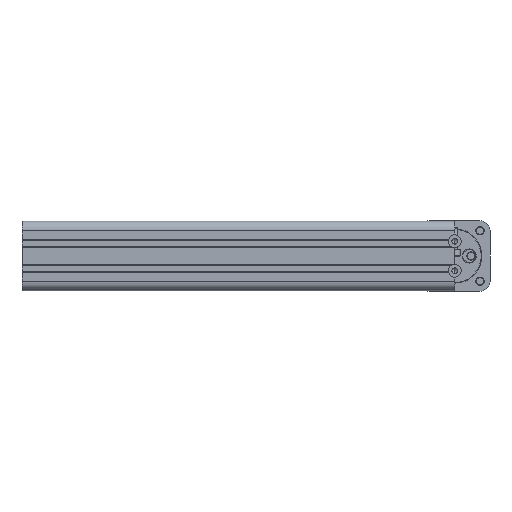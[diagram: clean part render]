
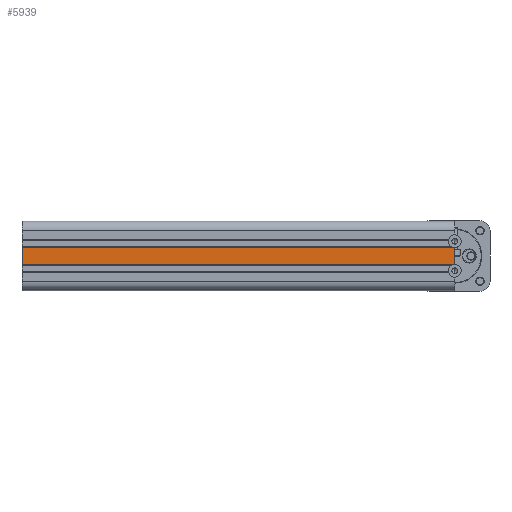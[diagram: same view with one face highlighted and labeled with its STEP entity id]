
A CAD part, left-side view. The second image highlights one B-rep face of the part: STEP entity #5939.
In plain terms, the highlighted planar face has unit normal (-1, 0, 0).
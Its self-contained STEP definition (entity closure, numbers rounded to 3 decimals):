
#876 = VERTEX_POINT ( 'NONE', #1181 ) ;
#976 = VERTEX_POINT ( 'NONE', #1200 ) ;
#978 = VERTEX_POINT ( 'NONE', #1201 ) ;
#1043 = CARTESIAN_POINT ( 'NONE',  ( -32., 398., 8.85 ) ) ;
#1181 = CARTESIAN_POINT ( 'NONE',  ( -32., 0., -8.85 ) ) ;
#1200 = CARTESIAN_POINT ( 'NONE',  ( -32., 398., -8.85 ) ) ;
#1201 = CARTESIAN_POINT ( 'NONE',  ( -32., 0., 8.85 ) ) ;
#1433 = VERTEX_POINT ( 'NONE', #1043 ) ;
#1956 = CARTESIAN_POINT ( 'NONE',  ( -32., 398., 0. ) ) ;
#1957 = DIRECTION ( 'NONE',  ( 0., 0., 1. ) ) ;
#1964 = CARTESIAN_POINT ( 'NONE',  ( -32., 398., -8.85 ) ) ;
#1965 = DIRECTION ( 'NONE',  ( 0., -1., 0. ) ) ;
#1966 = CARTESIAN_POINT ( 'NONE',  ( -32., 398., 8.85 ) ) ;
#1970 = CARTESIAN_POINT ( 'NONE',  ( -32., 0., 0. ) ) ;
#1971 = DIRECTION ( 'NONE',  ( 0., -1., 0. ) ) ;
#1973 = DIRECTION ( 'NONE',  ( 0., 0., 1. ) ) ;
#3202 = AXIS2_PLACEMENT_3D ( 'NONE', #8062, #8065, #8066 ) ;
#3545 = EDGE_LOOP ( 'NONE', ( #3993, #3992, #3991, #3990 ) ) ;
#3990 = ORIENTED_EDGE ( 'NONE', *, *, #5180, .T. ) ;
#3991 = ORIENTED_EDGE ( 'NONE', *, *, #5176, .F. ) ;
#3992 = ORIENTED_EDGE ( 'NONE', *, *, #5183, .F. ) ;
#3993 = ORIENTED_EDGE ( 'NONE', *, *, #5184, .T. ) ;
#4592 = LINE ( 'NONE', #1966, #4609 ) ;
#4594 = LINE ( 'NONE', #1970, #4611 ) ;
#4595 = LINE ( 'NONE', #1956, #4596 ) ;
#4596 = VECTOR ( 'NONE', #1957, 1000. ) ;
#4603 = LINE ( 'NONE', #1964, #4604 ) ;
#4604 = VECTOR ( 'NONE', #1965, 1000. ) ;
#4609 = VECTOR ( 'NONE', #1971, 1000. ) ;
#4611 = VECTOR ( 'NONE', #1973, 1000. ) ;
#5176 = EDGE_CURVE ( 'NONE', #976, #1433, #4595, .T. ) ;
#5180 = EDGE_CURVE ( 'NONE', #976, #876, #4603, .T. ) ;
#5183 = EDGE_CURVE ( 'NONE', #1433, #978, #4592, .T. ) ;
#5184 = EDGE_CURVE ( 'NONE', #876, #978, #4594, .T. ) ;
#5939 = ADVANCED_FACE ( 'NONE', ( #6949 ), #8063, .F. ) ;
#6949 = FACE_OUTER_BOUND ( 'NONE', #3545, .T. ) ;
#8062 = CARTESIAN_POINT ( 'NONE',  ( -32., 398., 0. ) ) ;
#8063 = PLANE ( 'NONE',  #3202 ) ;
#8065 = DIRECTION ( 'NONE',  ( 1., 0., 0. ) ) ;
#8066 = DIRECTION ( 'NONE',  ( 0., 0., -1. ) ) ;
